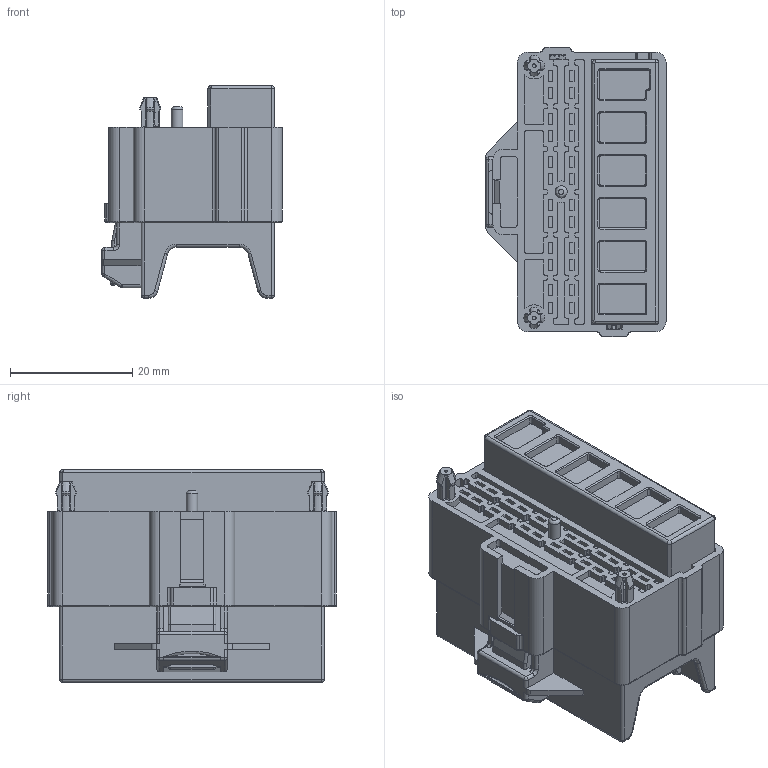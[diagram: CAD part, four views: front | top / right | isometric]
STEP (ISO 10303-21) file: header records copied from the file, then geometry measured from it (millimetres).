
FILE_DESCRIPTION(/* description */ (''),/* implementation_level */ '2;1');
FILE_NAME(/* name */ '31.01.06.12.001.step',/* time_stamp */ '2022-11-24T09:36:10+01:00',/* author */ (''),/* organization */ (''),/* preprocessor_version */ 'ST-DEVELOPER v19.2',/* originating_system */ 'Autodesk Translation Framework v11.17.0.187',/* authorisation */ '');
FILE_SCHEMA (('AUTOMOTIVE_DESIGN { 1 0 10303 214 3 1 1 }'));
Length unit declared in the file: millimetre
Products named in the file (3): 20220503_Model; 20220503_Isolierkörper_Modell v1; 20220504_Kontaktschutz_Universal Kontakt v10
Assembly tree (2 placements, depth 2):
  20220503_Model
    20220503_Isolierkörper_Modell v1
    20220504_Kontaktschutz_Universal Kontakt v10
Bounding box: 29.45 x 47.2 x 34.7 mm (x, y, z)
Volume: 23262.7 mm3; surface area: 13143.8 mm2
Topology: 1 solids, 19 shells, 1846 faces, 4775 edges, 2982 vertices
Faces by surface type: plane 1218, cylinder 411, bspline 89, torus 80, cone 32, sphere 16
Full cylindrical faces by diameter (mm): 0.6 x2, 1.9 x3, 2 x3
Entity records: 56944 total; most frequent: CARTESIAN_POINT 12059, ORIENTED_EDGE 9548, DIRECTION 8943, EDGE_CURVE 4774, LINE 3645, VECTOR 3645, VERTEX_POINT 2982, AXIS2_PLACEMENT_3D 2649
